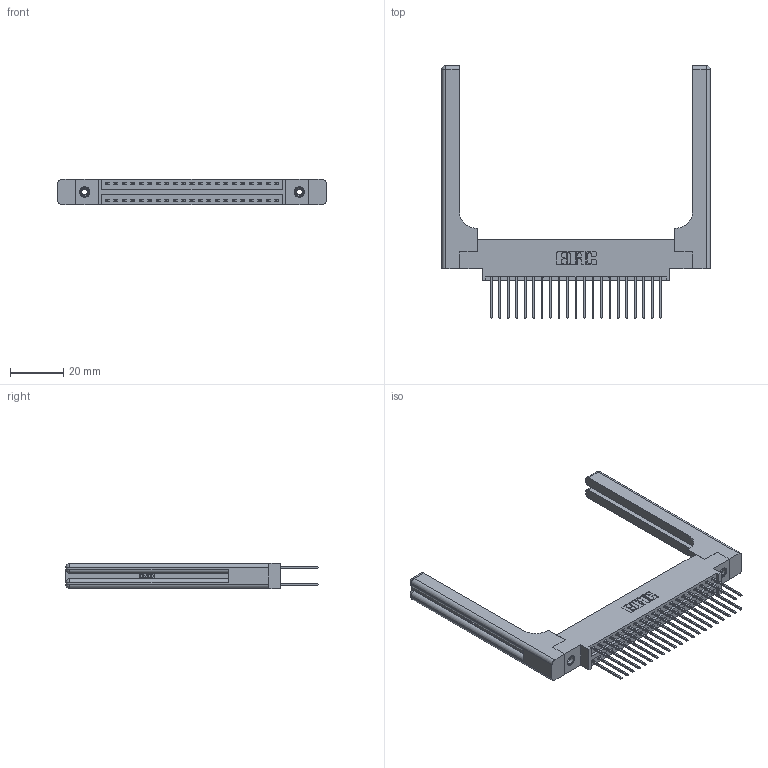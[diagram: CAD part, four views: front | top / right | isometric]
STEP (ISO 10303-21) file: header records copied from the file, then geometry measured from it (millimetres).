
FILE_DESCRIPTION (( 'STEP AP203' ), '1' );
FILE_NAME ('396-042-540-858.STEP', '2019-11-02T06:06:35', ( '' ), ( '' ), 'SwSTEP 2.0', 'SolidWorks 2016', '' );
FILE_SCHEMA (( 'CONFIG_CONTROL_DESIGN' ));
Length unit declared in the file: inch
Products named in the file (5): 345-292-001_345-293-140; 345-250-001_345-250-001-102; 346-220-058_345-220-058; 396-042-540-858; 346 Part_0.170 Offset - 0.156 Dia-TH
Assembly tree (47 placements, depth 2):
  396-042-540-858
    346 Part_0.170 Offset - 0.156 Dia-TH
    345-292-001_345-293-140  x42
    345-250-001_345-250-001-102  x2
    346-220-058_345-220-058  x2
Bounding box: 100.74 x 94.74 x 9.4 mm (x, y, z)
Volume: 17158.8 mm3; surface area: 18860 mm2
Topology: 47 solids, 47 shells, 2566 faces, 7517 edges, 4934 vertices
Faces by surface type: plane 1698, cylinder 808, bspline 36, cone 12, sphere 8, torus 4
Entity records: 21864 total; most frequent: CARTESIAN_POINT 4641, ORIENTED_EDGE 3372, DIRECTION 3074, EDGE_CURVE 1686, VECTOR 1378, LINE 1378, VERTEX_POINT 1114, AXIS2_PLACEMENT_3D 848
